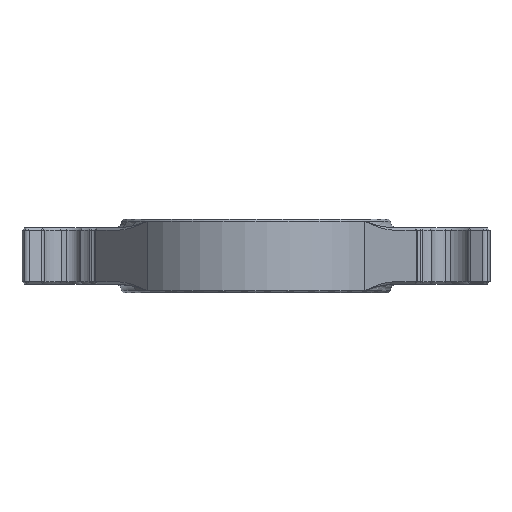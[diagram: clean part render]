
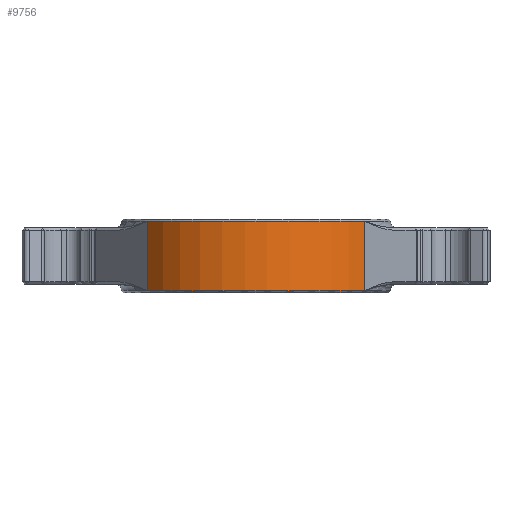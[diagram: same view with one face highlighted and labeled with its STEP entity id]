
A CAD part, front view. The second image highlights one B-rep face of the part: STEP entity #9756.
In plain terms, the highlighted cylindrical face has radius 15.24 mm (diameter 30.48 mm), a partial arc.
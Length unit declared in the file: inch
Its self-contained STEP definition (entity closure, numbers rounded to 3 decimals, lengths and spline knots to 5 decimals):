
#500=CYLINDRICAL_SURFACE('',#10387,0.6);
#888=FACE_OUTER_BOUND('',#1448,.T.);
#1448=EDGE_LOOP('',(#6592,#6593,#6594,#6595));
#2137=LINE('',#14465,#3031);
#2138=LINE('',#14466,#3032);
#3031=VECTOR('',#11231,39.37008);
#3032=VECTOR('',#11232,39.37008);
#3809=CIRCLE('',#10321,0.6);
#3815=CIRCLE('',#10328,0.6);
#4021=VERTEX_POINT('',#13090);
#4022=VERTEX_POINT('',#13092);
#4027=VERTEX_POINT('',#13104);
#4028=VERTEX_POINT('',#13106);
#4917=EDGE_CURVE('',#4022,#4021,#3809,.T.);
#4924=EDGE_CURVE('',#4028,#4027,#3815,.T.);
#5154=EDGE_CURVE('',#4021,#4028,#2137,.T.);
#5155=EDGE_CURVE('',#4022,#4027,#2138,.T.);
#6592=ORIENTED_EDGE('',*,*,#5154,.T.);
#6593=ORIENTED_EDGE('',*,*,#4924,.T.);
#6594=ORIENTED_EDGE('',*,*,#5155,.F.);
#6595=ORIENTED_EDGE('',*,*,#4917,.T.);
#9756=ADVANCED_FACE('',(#888),#500,.T.);
#10321=AXIS2_PLACEMENT_3D('',#13093,#10971,#10972);
#10328=AXIS2_PLACEMENT_3D('',#13107,#10986,#10987);
#10387=AXIS2_PLACEMENT_3D('',#14464,#11229,#11230);
#10971=DIRECTION('center_axis',(0.,0.,-1.));
#10972=DIRECTION('ref_axis',(1.,0.,0.));
#10986=DIRECTION('center_axis',(0.,0.,1.));
#10987=DIRECTION('ref_axis',(1.,0.,0.));
#11229=DIRECTION('center_axis',(0.,0.,-1.));
#11230=DIRECTION('ref_axis',(-1.,0.,0.));
#11231=DIRECTION('',(0.,0.,-1.));
#11232=DIRECTION('',(0.,0.,-1.));
#13090=CARTESIAN_POINT('',(-0.49812,-0.74282,0.37689));
#13092=CARTESIAN_POINT('',(0.46959,-0.74282,0.37689));
#13093=CARTESIAN_POINT('Origin',(-0.01426,-0.38801,
0.37689));
#13104=CARTESIAN_POINT('',(0.46959,-0.74282,0.06689));
#13106=CARTESIAN_POINT('',(-0.49812,-0.74282,0.06689));
#13107=CARTESIAN_POINT('Origin',(-0.01426,-0.38801,
0.06689));
#14464=CARTESIAN_POINT('Origin',(-0.01426,-0.38801,
0.38689));
#14465=CARTESIAN_POINT('',(-0.49812,-0.74282,0.34689));
#14466=CARTESIAN_POINT('',(0.46959,-0.74282,0.34689));
